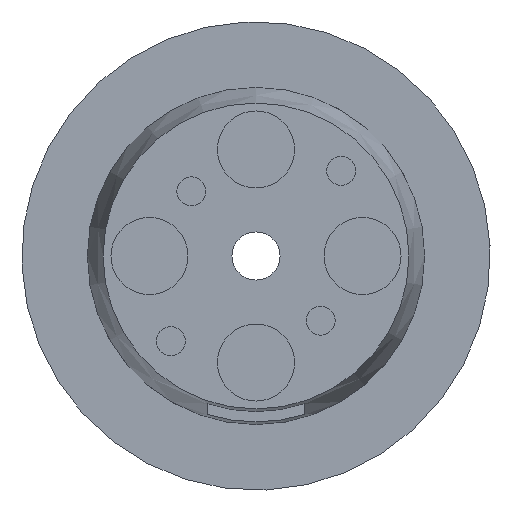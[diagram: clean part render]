
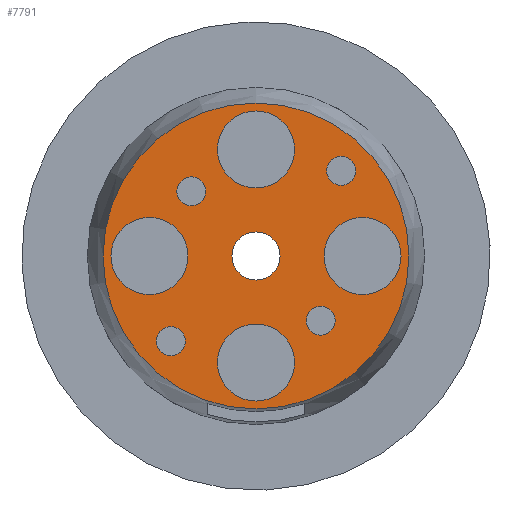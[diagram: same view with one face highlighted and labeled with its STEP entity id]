
A CAD part, left-side view. The second image highlights one B-rep face of the part: STEP entity #7791.
In plain terms, the highlighted planar face has unit normal (-1, 0, 0).
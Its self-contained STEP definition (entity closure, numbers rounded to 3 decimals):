
#70=FACE_BOUND('',#2019,.T.);
#71=FACE_BOUND('',#2020,.T.);
#72=FACE_BOUND('',#2021,.T.);
#73=FACE_BOUND('',#2022,.T.);
#74=FACE_BOUND('',#2023,.T.);
#75=FACE_BOUND('',#2024,.T.);
#76=FACE_BOUND('',#2025,.T.);
#77=FACE_BOUND('',#2026,.T.);
#78=FACE_BOUND('',#2027,.T.);
#120=PLANE('',#8884);
#772=CIRCLE('',#8810,2.5);
#783=CIRCLE('',#8827,4.);
#785=CIRCLE('',#8830,1.5);
#787=CIRCLE('',#8833,1.5);
#789=CIRCLE('',#8836,1.5);
#791=CIRCLE('',#8839,4.);
#793=CIRCLE('',#8842,4.);
#795=CIRCLE('',#8845,4.);
#797=CIRCLE('',#8848,1.5);
#817=CIRCLE('',#8872,15.875);
#1549=FACE_OUTER_BOUND('',#2018,.T.);
#2018=EDGE_LOOP('',(#7246));
#2019=EDGE_LOOP('',(#7247));
#2020=EDGE_LOOP('',(#7248));
#2021=EDGE_LOOP('',(#7249));
#2022=EDGE_LOOP('',(#7250));
#2023=EDGE_LOOP('',(#7251));
#2024=EDGE_LOOP('',(#7252));
#2025=EDGE_LOOP('',(#7253));
#2026=EDGE_LOOP('',(#7254));
#2027=EDGE_LOOP('',(#7255));
#3714=VERTEX_POINT('',#15297);
#3729=VERTEX_POINT('',#15340);
#3731=VERTEX_POINT('',#15346);
#3733=VERTEX_POINT('',#15352);
#3735=VERTEX_POINT('',#15358);
#3737=VERTEX_POINT('',#15364);
#3739=VERTEX_POINT('',#15370);
#3741=VERTEX_POINT('',#15376);
#3743=VERTEX_POINT('',#15382);
#3763=VERTEX_POINT('',#15430);
#4864=EDGE_CURVE('',#3714,#3714,#772,.T.);
#4886=EDGE_CURVE('',#3729,#3729,#783,.T.);
#4889=EDGE_CURVE('',#3731,#3731,#785,.T.);
#4892=EDGE_CURVE('',#3733,#3733,#787,.T.);
#4895=EDGE_CURVE('',#3735,#3735,#789,.T.);
#4898=EDGE_CURVE('',#3737,#3737,#791,.T.);
#4901=EDGE_CURVE('',#3739,#3739,#793,.T.);
#4904=EDGE_CURVE('',#3741,#3741,#795,.T.);
#4907=EDGE_CURVE('',#3743,#3743,#797,.T.);
#4931=EDGE_CURVE('',#3763,#3763,#817,.T.);
#7246=ORIENTED_EDGE('',*,*,#4931,.T.);
#7247=ORIENTED_EDGE('',*,*,#4886,.F.);
#7248=ORIENTED_EDGE('',*,*,#4889,.F.);
#7249=ORIENTED_EDGE('',*,*,#4892,.F.);
#7250=ORIENTED_EDGE('',*,*,#4895,.F.);
#7251=ORIENTED_EDGE('',*,*,#4898,.F.);
#7252=ORIENTED_EDGE('',*,*,#4901,.F.);
#7253=ORIENTED_EDGE('',*,*,#4904,.F.);
#7254=ORIENTED_EDGE('',*,*,#4907,.F.);
#7255=ORIENTED_EDGE('',*,*,#4864,.F.);
#7791=ADVANCED_FACE('',(#1549,#70,#71,#72,#73,#74,#75,#76,#77,#78),#120,
 .F.);
#8810=AXIS2_PLACEMENT_3D('',#15299,#11246,#11247);
#8827=AXIS2_PLACEMENT_3D('',#15342,#11291,#11292);
#8830=AXIS2_PLACEMENT_3D('',#15348,#11298,#11299);
#8833=AXIS2_PLACEMENT_3D('',#15354,#11305,#11306);
#8836=AXIS2_PLACEMENT_3D('',#15360,#11312,#11313);
#8839=AXIS2_PLACEMENT_3D('',#15366,#11319,#11320);
#8842=AXIS2_PLACEMENT_3D('',#15372,#11326,#11327);
#8845=AXIS2_PLACEMENT_3D('',#15378,#11333,#11334);
#8848=AXIS2_PLACEMENT_3D('',#15384,#11340,#11341);
#8872=AXIS2_PLACEMENT_3D('',#15432,#11392,#11393);
#8884=AXIS2_PLACEMENT_3D('',#15684,#11416,#11417);
#11246=DIRECTION('center_axis',(-1.,0.,0.));
#11247=DIRECTION('ref_axis',(0.,0.,1.));
#11291=DIRECTION('center_axis',(-1.,0.,0.));
#11292=DIRECTION('ref_axis',(0.,0.,1.));
#11298=DIRECTION('center_axis',(-1.,0.,0.));
#11299=DIRECTION('ref_axis',(0.,0.,1.));
#11305=DIRECTION('center_axis',(-1.,0.,0.));
#11306=DIRECTION('ref_axis',(0.,0.,1.));
#11312=DIRECTION('center_axis',(-1.,0.,0.));
#11313=DIRECTION('ref_axis',(0.,0.,1.));
#11319=DIRECTION('center_axis',(-1.,0.,0.));
#11320=DIRECTION('ref_axis',(0.,0.,1.));
#11326=DIRECTION('center_axis',(-1.,0.,0.));
#11327=DIRECTION('ref_axis',(0.,0.,1.));
#11333=DIRECTION('center_axis',(-1.,0.,0.));
#11334=DIRECTION('ref_axis',(0.,0.,1.));
#11340=DIRECTION('center_axis',(-1.,0.,0.));
#11341=DIRECTION('ref_axis',(0.,0.,1.));
#11392=DIRECTION('center_axis',(-1.,0.,0.));
#11393=DIRECTION('ref_axis',(0.,0.,1.));
#11416=DIRECTION('center_axis',(1.,0.,0.));
#11417=DIRECTION('ref_axis',(0.,0.,-1.));
#15297=CARTESIAN_POINT('',(1.,0.,-2.5));
#15299=CARTESIAN_POINT('Origin',(1.,0.,0.));
#15340=CARTESIAN_POINT('',(1.,-11.061,-4.));
#15342=CARTESIAN_POINT('Origin',(1.,-11.061,0.));
#15346=CARTESIAN_POINT('',(1.,-6.718,-8.218));
#15348=CARTESIAN_POINT('Origin',(1.,-6.718,-6.718));
#15352=CARTESIAN_POINT('',(1.,8.839,-10.339));
#15354=CARTESIAN_POINT('Origin',(1.,8.839,-8.839));
#15358=CARTESIAN_POINT('',(1.,-8.839,7.339));
#15360=CARTESIAN_POINT('Origin',(1.,-8.839,8.839));
#15364=CARTESIAN_POINT('',(1.,0.,-15.061));
#15366=CARTESIAN_POINT('Origin',(1.,0.,-11.061));
#15370=CARTESIAN_POINT('',(1.,11.061,-4.));
#15372=CARTESIAN_POINT('Origin',(1.,11.061,0.));
#15376=CARTESIAN_POINT('',(1.,0.,7.061));
#15378=CARTESIAN_POINT('Origin',(1.,0.,11.061));
#15382=CARTESIAN_POINT('',(1.,6.718,5.218));
#15384=CARTESIAN_POINT('Origin',(1.,6.718,6.718));
#15430=CARTESIAN_POINT('',(1.,0.,15.875));
#15432=CARTESIAN_POINT('Origin',(1.,0.,0.));
#15684=CARTESIAN_POINT('Origin',(1.,0.,-15.875));
